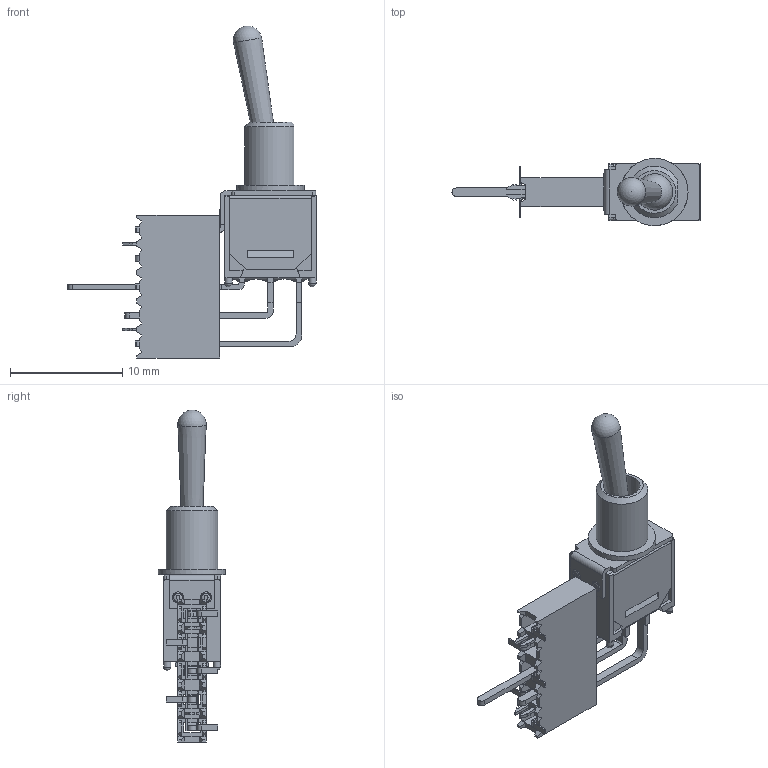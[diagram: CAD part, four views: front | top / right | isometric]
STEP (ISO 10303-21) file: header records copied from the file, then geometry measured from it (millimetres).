
FILE_DESCRIPTION(('FreeCAD Model'),'2;1');
FILE_NAME('Toggle with header.step','2020-09-04T18:16:44',('Author'),('' ),'Open CASCADE STEP processor 7.3','FreeCAD','Unknown');
FILE_SCHEMA(('AUTOMOTIVE_DESIGN { 1 0 10303 214 1 1 1 1 }'));
Length unit declared in the file: millimetre
Products named in the file (2): 200MSPxT1B1M7xE.stp; Compound
Bounding box: 22.1 x 5.99 x 29.58 mm (x, y, z)
Volume: 477.9 mm3; surface area: 1446.1 mm2
Topology: 3 solids, 4 shells, 441 faces, 1245 edges, 816 vertices
Faces by surface type: plane 386, cylinder 43, sphere 6, cone 4, bspline 2
Full cylindrical faces by diameter (mm): 0.65 x4, 3.25 x1, 6 x1
Entity records: 33058 total; most frequent: CARTESIAN_POINT 6291, DIRECTION 4620, LINE 3439, VECTOR 3439, ORIENTED_EDGE 2480, PCURVE 2480, DEFINITIONAL_REPRESENTATION 2480, EDGE_CURVE 1240
